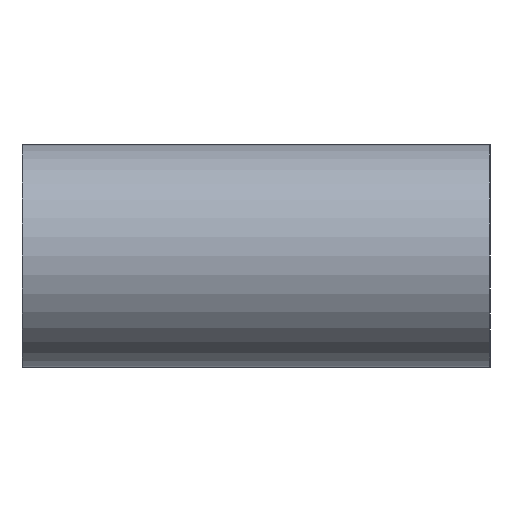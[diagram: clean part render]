
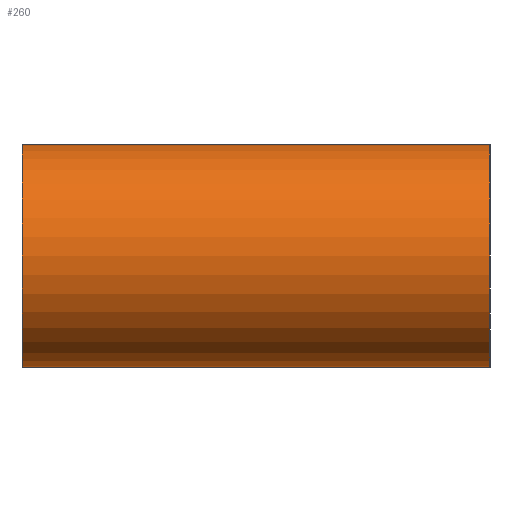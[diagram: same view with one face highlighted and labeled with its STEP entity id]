
A CAD part, left-side view. The second image highlights one B-rep face of the part: STEP entity #260.
In plain terms, the highlighted cylindrical face has radius 16.25 mm (diameter 32.5 mm), a partial arc.
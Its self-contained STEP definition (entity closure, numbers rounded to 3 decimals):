
#4 = VECTOR ( 'NONE', #1216, 1000. ) ;
#15 = LINE ( 'NONE', #952, #4 ) ;
#23 = ORIENTED_EDGE ( 'NONE', *, *, #781, .F. ) ;
#39 = CARTESIAN_POINT ( 'NONE',  ( 0., 68., -16.25 ) ) ;
#75 = CARTESIAN_POINT ( 'NONE',  ( 0., 0., 16.25 ) ) ;
#85 = VERTEX_POINT ( 'NONE', #1213 ) ;
#104 = VERTEX_POINT ( 'NONE', #1212 ) ;
#148 = DIRECTION ( 'NONE',  ( 0., -1., 0. ) ) ;
#196 = CARTESIAN_POINT ( 'NONE',  ( 0., 68., 0. ) ) ;
#239 = LINE ( 'NONE', #39, #875 ) ;
#254 = EDGE_CURVE ( 'NONE', #104, #857, #15, .T. ) ;
#260 = ADVANCED_FACE ( 'NONE', ( #1195 ), #1081, .T. ) ;
#277 = CIRCLE ( 'NONE', #431, 16.25 ) ;
#308 = AXIS2_PLACEMENT_3D ( 'NONE', #196, #1041, #1049 ) ;
#324 = ORIENTED_EDGE ( 'NONE', *, *, #1016, .T. ) ;
#331 = CARTESIAN_POINT ( 'NONE',  ( 0., 0., 0. ) ) ;
#335 = EDGE_LOOP ( 'NONE', ( #663, #23, #912, #324 ) ) ;
#360 = DIRECTION ( 'NONE',  ( 0., 0., 1. ) ) ;
#427 = CARTESIAN_POINT ( 'NONE',  ( 0., 0., -16.25 ) ) ;
#431 = AXIS2_PLACEMENT_3D ( 'NONE', #331, #703, #525 ) ;
#462 = VERTEX_POINT ( 'NONE', #427 ) ;
#478 = AXIS2_PLACEMENT_3D ( 'NONE', #653, #839, #360 ) ;
#525 = DIRECTION ( 'NONE',  ( 0., 0., 1. ) ) ;
#653 = CARTESIAN_POINT ( 'NONE',  ( 0., 68., 0. ) ) ;
#663 = ORIENTED_EDGE ( 'NONE', *, *, #254, .F. ) ;
#671 = CIRCLE ( 'NONE', #478, 16.25 ) ;
#703 = DIRECTION ( 'NONE',  ( 0., 1., 0. ) ) ;
#781 = EDGE_CURVE ( 'NONE', #85, #104, #671, .T. ) ;
#839 = DIRECTION ( 'NONE',  ( 0., 1., 0. ) ) ;
#857 = VERTEX_POINT ( 'NONE', #75 ) ;
#875 = VECTOR ( 'NONE', #148, 1000. ) ;
#912 = ORIENTED_EDGE ( 'NONE', *, *, #1034, .T. ) ;
#952 = CARTESIAN_POINT ( 'NONE',  ( 0., 68., 16.25 ) ) ;
#1016 = EDGE_CURVE ( 'NONE', #462, #857, #277, .T. ) ;
#1034 = EDGE_CURVE ( 'NONE', #85, #462, #239, .T. ) ;
#1041 = DIRECTION ( 'NONE',  ( 0., -1., 0. ) ) ;
#1049 = DIRECTION ( 'NONE',  ( 0., 0., -1. ) ) ;
#1081 = CYLINDRICAL_SURFACE ( 'NONE', #308, 16.25 ) ;
#1195 = FACE_OUTER_BOUND ( 'NONE', #335, .T. ) ;
#1212 = CARTESIAN_POINT ( 'NONE',  ( 0., 68., 16.25 ) ) ;
#1213 = CARTESIAN_POINT ( 'NONE',  ( 0., 68., -16.25 ) ) ;
#1216 = DIRECTION ( 'NONE',  ( 0., -1., 0. ) ) ;
